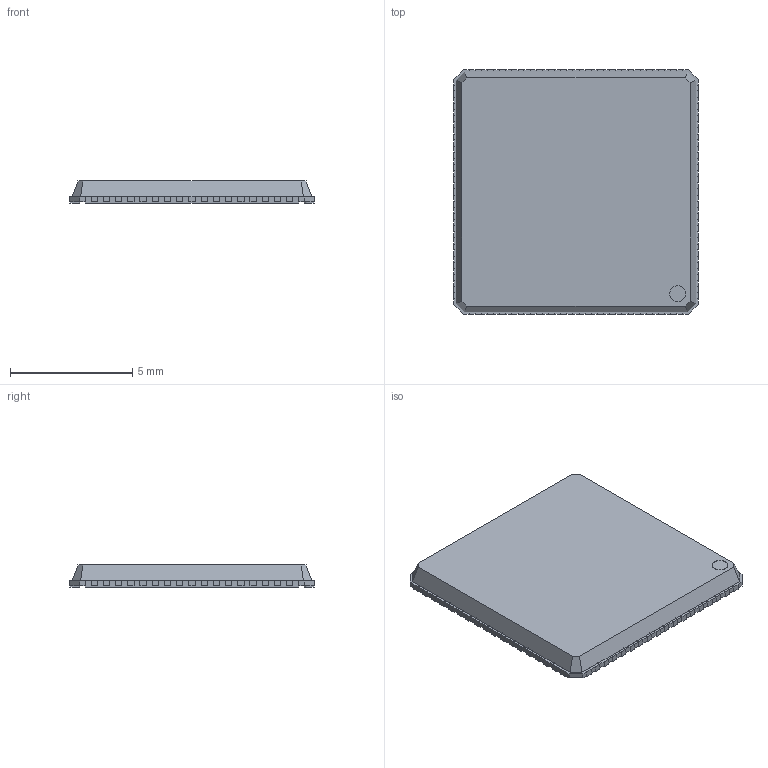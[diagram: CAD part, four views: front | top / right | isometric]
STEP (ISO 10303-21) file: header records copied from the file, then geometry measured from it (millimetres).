
FILE_DESCRIPTION (( 'STEP AP214' ), '1' );
FILE_NAME ('59966778-7864-448F-AAEF-7A433DA09408.STEP', '2024-04-22T03:29:45', ( '' ), ( '' ), 'SwSTEP 2.0', 'SolidWorks 2022', '' );
FILE_SCHEMA (( 'AUTOMOTIVE_DESIGN' ));
Length unit declared in the file: millimetre
Products named in the file (1): 59966778-7864-448F-AAEF-7A433DA09408
Bounding box: 10 x 10 x 0.9 mm (x, y, z)
Volume: 83.2 mm3; surface area: 448.8 mm2
Topology: 74 solids, 74 shells, 790 faces, 1920 edges, 1280 vertices
Faces by surface type: plane 603, cylinder 187
Entity records: 24701 total; most frequent: CARTESIAN_POINT 3991, DIRECTION 3876, ORIENTED_EDGE 3840, EDGE_CURVE 1920, VECTOR 1546, LINE 1546, VERTEX_POINT 1280, AXIS2_PLACEMENT_3D 1165
